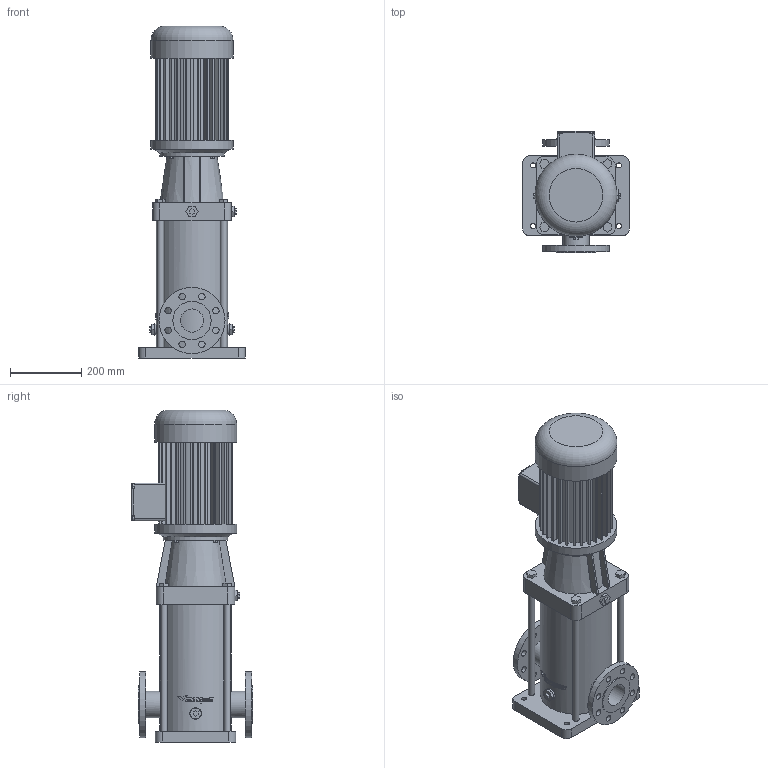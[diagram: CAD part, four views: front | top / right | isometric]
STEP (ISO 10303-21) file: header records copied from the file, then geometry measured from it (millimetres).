
FILE_DESCRIPTION(('STEP AP203'), '1');
FILE_NAME('曶笴 岈32-20', '', ('UNSPECIFIED'), ('UNSPECIFIED'), 'C3D Converter', 'C3D Toolkit', '');
FILE_SCHEMA(('CONFIG_CONTROL_DESIGN'));
Length unit declared in the file: millimetre
Bounding box: 298 x 340 x 930 mm (x, y, z)
Volume: 31941436.3 mm3; surface area: 1312516.2 mm2
Topology: 1 solids, 1 shells, 523 faces, 1472 edges, 999 vertices
Faces by surface type: plane 361, cylinder 149, bspline 6, cone 5, torus 2
Full cylindrical faces by diameter (mm): 14 x4, 18 x20, 32 x2, 65 x2, 74 x2, 107 x2, 180 x1, 185 x2, 200 x1, 230 x2
Entity records: 23118 total; most frequent: CARTESIAN_POINT 5727, ORIENTED_EDGE 2700, DIRECTION 2623, EDGE_CURVE 1350, VERTEX_POINT 915, LINE 875, VECTOR 875, AXIS2_PLACEMENT_3D 874
